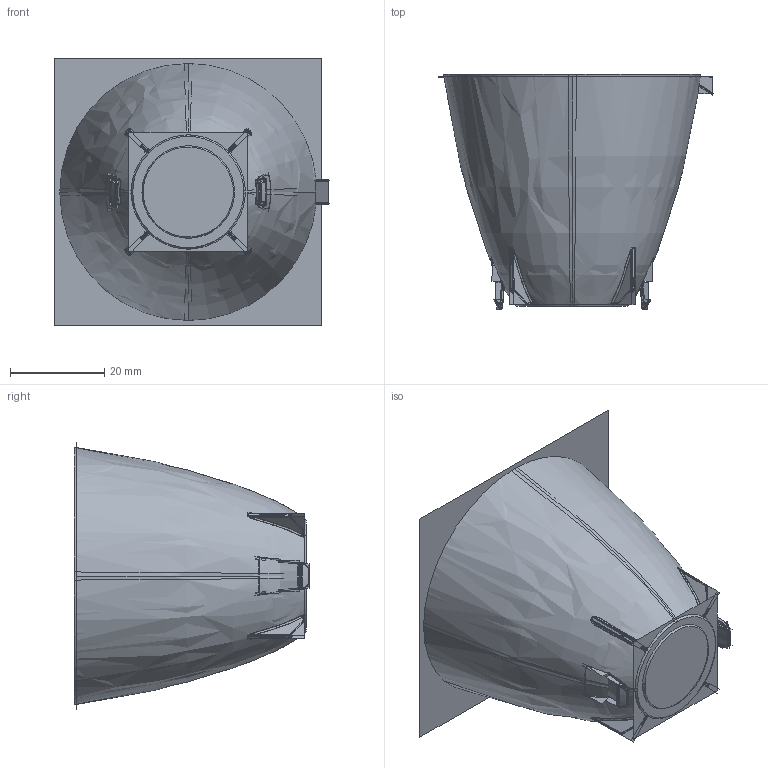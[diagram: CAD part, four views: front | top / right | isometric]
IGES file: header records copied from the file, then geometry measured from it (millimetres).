
Start section:  PTC IGES file: 12684_70177_customer.igs
Global section: file name: 12684_70177_customer.igs; native system: Pro/ENGINEER by Parametric Technology Corporation; preprocessor: 2010280; author: MingG; organization: Unknown; date: 20130412.133104; units: millimetre
Bounding box: 58.24 x 49.84 x 56.64 mm (x, y, z)
Volume: 25664 mm3; surface area: 121560.9 mm2
Topology: 2 solids, 2 shells, 418 faces, 2641 edges, 3700 vertices
Faces by surface type: bspline 238, revolution 180
